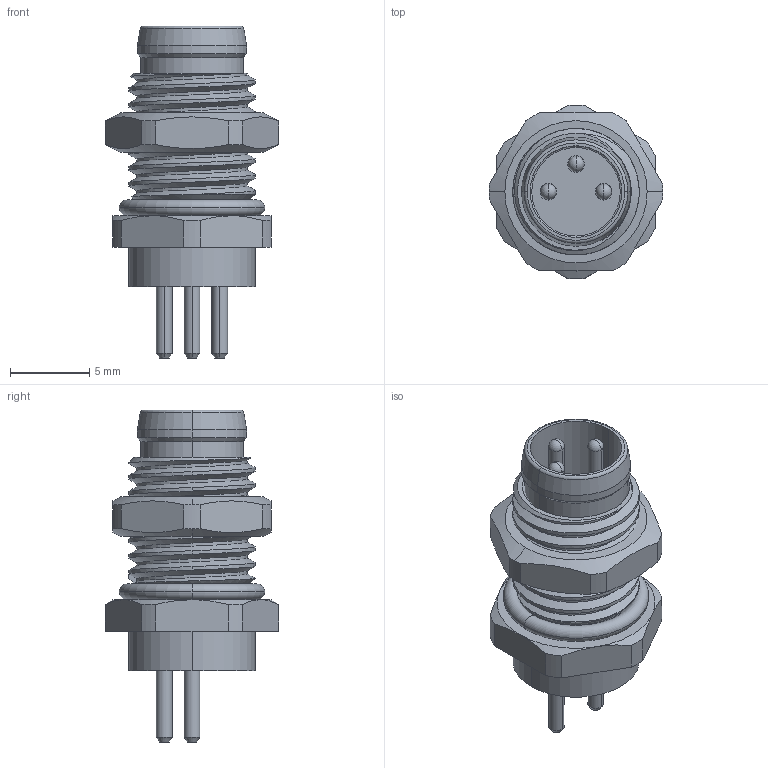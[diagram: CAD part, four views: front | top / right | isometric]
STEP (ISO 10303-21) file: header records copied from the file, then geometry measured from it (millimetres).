
FILE_DESCRIPTION((''),'2;1');
FILE_NAME('PRT00012233_3','2025-09-23T',('gongcheng16'),(''),'PRO/ENGINEER BY PARAMETRIC TECHNOLOGY CORPORATION, 2010280','PRO/ENGINEER BY PARAMETRIC TECHNOLOGY CORPORATION, 2010280','');
FILE_SCHEMA(('CONFIG_CONTROL_DESIGN'));
Length unit declared in the file: millimetre
Products named in the file (1): PRT00012233_3
Bounding box: 11 x 10.99 x 21 mm (x, y, z)
Volume: 243 mm3; surface area: 2103.3 mm2
Topology: 1 solids, 8 shells, 287 faces, 661 edges, 412 vertices
Faces by surface type: cylinder 115, plane 91, cone 51, torus 12, bspline 12, sphere 6
Entity records: 11563 total; most frequent: CARTESIAN_POINT 4992, DIRECTION 1412, ORIENTED_EDGE 1310, EDGE_CURVE 655, AXIS2_PLACEMENT_3D 571, VERTEX_POINT 412, EDGE_LOOP 327, CIRCLE 295
